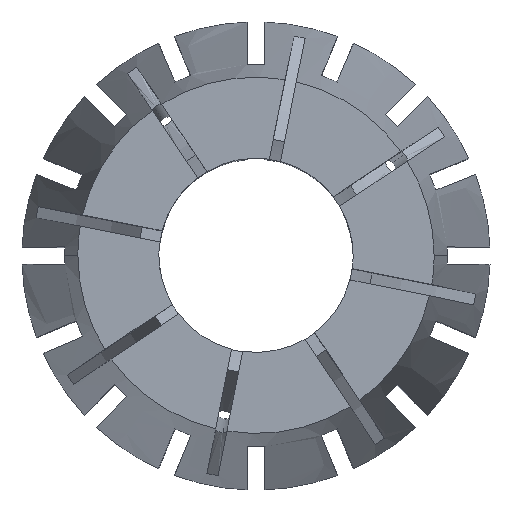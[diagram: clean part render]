
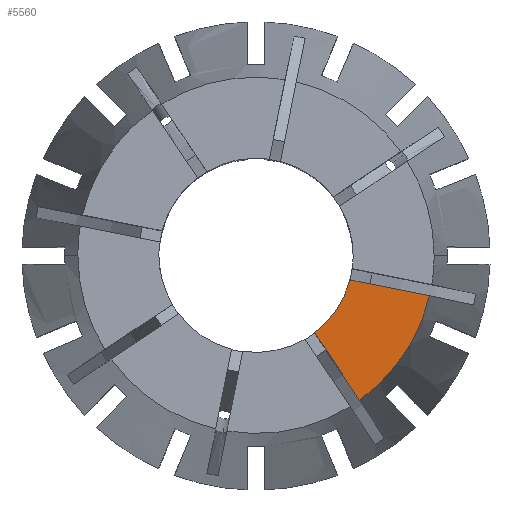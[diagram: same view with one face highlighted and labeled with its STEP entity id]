
A CAD part, top view. The second image highlights one B-rep face of the part: STEP entity #5560.
In plain terms, the highlighted planar face has unit normal (0, 0, 1).
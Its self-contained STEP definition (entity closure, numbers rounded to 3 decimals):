
#284 = VERTEX_POINT ( 'NONE', #5159 ) ;
#339 = CARTESIAN_POINT ( 'NONE',  ( 8.225, -2.146, 0. ) ) ;
#988 = DIRECTION ( 'NONE',  ( 1., 0., 0. ) ) ;
#1110 = DIRECTION ( 'NONE',  ( 1., 0., 0. ) ) ;
#1147 = EDGE_CURVE ( 'NONE', #284, #2717, #2099, .T. ) ;
#1150 = DIRECTION ( 'NONE',  ( 0., 0., -1. ) ) ;
#1378 = VECTOR ( 'NONE', #4304, 1000. ) ;
#1567 = DIRECTION ( 'NONE',  ( 0., 0., 1. ) ) ;
#1618 = CARTESIAN_POINT ( 'NONE',  ( 0., 0., 0. ) ) ;
#1733 = CARTESIAN_POINT ( 'NONE',  ( 15.19, -3.531, 0. ) ) ;
#2099 = CIRCLE ( 'NONE', #7261, 15.595 ) ;
#2717 = VERTEX_POINT ( 'NONE', #1733 ) ;
#2877 = LINE ( 'NONE', #6646, #1378 ) ;
#2997 = CIRCLE ( 'NONE', #4465, 8.5 ) ;
#3453 = EDGE_CURVE ( 'NONE', #284, #6558, #6947, .T. ) ;
#3773 = VERTEX_POINT ( 'NONE', #339 ) ;
#3930 = PLANE ( 'NONE',  #4274 ) ;
#4274 = AXIS2_PLACEMENT_3D ( 'NONE', #6808, #1150, #6215 ) ;
#4304 = DIRECTION ( 'NONE',  ( -0.981, 0.195, 0. ) ) ;
#4465 = AXIS2_PLACEMENT_3D ( 'NONE', #1618, #1567, #1110 ) ;
#4468 = ORIENTED_EDGE ( 'NONE', *, *, #5986, .F. ) ;
#4668 = ORIENTED_EDGE ( 'NONE', *, *, #1147, .T. ) ;
#4847 = EDGE_CURVE ( 'NONE', #2717, #3773, #2877, .T. ) ;
#4905 = CARTESIAN_POINT ( 'NONE',  ( 0., 0., 0. ) ) ;
#5073 = CARTESIAN_POINT ( 'NONE',  ( 0.416, 0.278, 0. ) ) ;
#5159 = CARTESIAN_POINT ( 'NONE',  ( 9.076, -12.683, 0. ) ) ;
#5560 = ADVANCED_FACE ( 'NONE', ( #7000 ), #3930, .F. ) ;
#5986 = EDGE_CURVE ( 'NONE', #6558, #3773, #2997, .T. ) ;
#6215 = DIRECTION ( 'NONE',  ( -1., 0., 0. ) ) ;
#6223 = DIRECTION ( 'NONE',  ( -0.556, 0.831, 0. ) ) ;
#6251 = CARTESIAN_POINT ( 'NONE',  ( 5.13, -6.777, 0. ) ) ;
#6313 = ORIENTED_EDGE ( 'NONE', *, *, #3453, .F. ) ;
#6323 = ORIENTED_EDGE ( 'NONE', *, *, #4847, .T. ) ;
#6558 = VERTEX_POINT ( 'NONE', #6251 ) ;
#6624 = DIRECTION ( 'NONE',  ( 0., 0., 1. ) ) ;
#6646 = CARTESIAN_POINT ( 'NONE',  ( -0.098, -0.49, 0. ) ) ;
#6808 = CARTESIAN_POINT ( 'NONE',  ( 0., 0., 0. ) ) ;
#6947 = LINE ( 'NONE', #5073, #7033 ) ;
#7000 = FACE_OUTER_BOUND ( 'NONE', #7206, .T. ) ;
#7033 = VECTOR ( 'NONE', #6223, 1000. ) ;
#7206 = EDGE_LOOP ( 'NONE', ( #4668, #6323, #4468, #6313 ) ) ;
#7261 = AXIS2_PLACEMENT_3D ( 'NONE', #4905, #6624, #988 ) ;
